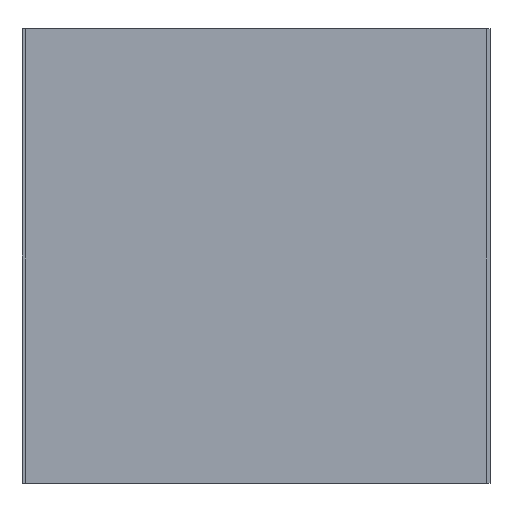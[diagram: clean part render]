
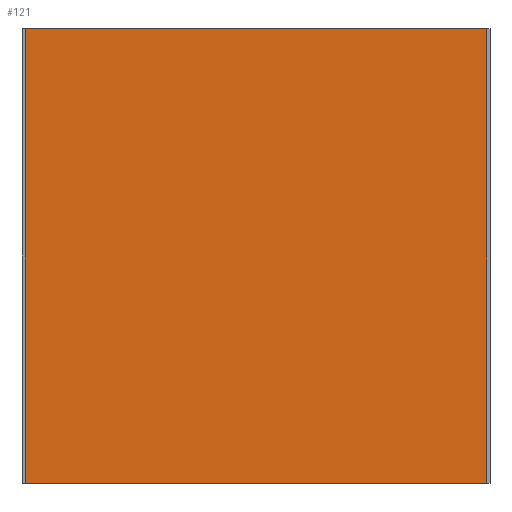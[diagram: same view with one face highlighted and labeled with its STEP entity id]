
A CAD part, top view. The second image highlights one B-rep face of the part: STEP entity #121.
In plain terms, the highlighted planar face has unit normal (0, 0, 1).
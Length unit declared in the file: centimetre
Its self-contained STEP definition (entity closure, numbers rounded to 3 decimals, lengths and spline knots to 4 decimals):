
#6 = DIRECTION ( 'NONE',  ( 1., 0., 0. ) ) ;
#9 = PLANE ( 'NONE',  #260 ) ;
#10 = EDGE_CURVE ( 'NONE', #128, #20, #29, .T. ) ;
#17 = CARTESIAN_POINT ( 'NONE',  ( 30.22, 0., 0.25 ) ) ;
#18 = VERTEX_POINT ( 'NONE', #216 ) ;
#19 = DIRECTION ( 'NONE',  ( -1., 0., 0. ) ) ;
#20 = VERTEX_POINT ( 'NONE', #26 ) ;
#26 = CARTESIAN_POINT ( 'NONE',  ( 0., 0., 0.25 ) ) ;
#29 = LINE ( 'NONE', #215, #319 ) ;
#34 = CARTESIAN_POINT ( 'NONE',  ( 0., 0., 0.25 ) ) ;
#47 = ORIENTED_EDGE ( 'NONE', *, *, #86, .T. ) ;
#76 = ORIENTED_EDGE ( 'NONE', *, *, #279, .T. ) ;
#79 = ORIENTED_EDGE ( 'NONE', *, *, #10, .T. ) ;
#86 = EDGE_CURVE ( 'NONE', #20, #130, #254, .T. ) ;
#88 = CARTESIAN_POINT ( 'NONE',  ( 0., 0., 0.25 ) ) ;
#118 = CARTESIAN_POINT ( 'NONE',  ( 0., 29.75, 0.25 ) ) ;
#121 = ADVANCED_FACE ( 'NONE', ( #219 ), #9, .F. ) ;
#128 = VERTEX_POINT ( 'NONE', #118 ) ;
#130 = VERTEX_POINT ( 'NONE', #316 ) ;
#173 = VECTOR ( 'NONE', #6, 100. ) ;
#190 = EDGE_CURVE ( 'NONE', #130, #18, #258, .T. ) ;
#200 = DIRECTION ( 'NONE',  ( 0., 0., -1. ) ) ;
#207 = CARTESIAN_POINT ( 'NONE',  ( 0., 29.75, 0.25 ) ) ;
#215 = CARTESIAN_POINT ( 'NONE',  ( 0., 0., 0.25 ) ) ;
#216 = CARTESIAN_POINT ( 'NONE',  ( 30.22, 29.75, 0.25 ) ) ;
#219 = FACE_OUTER_BOUND ( 'NONE', #328, .T. ) ;
#237 = DIRECTION ( 'NONE',  ( 0., 1., 0. ) ) ;
#249 = DIRECTION ( 'NONE',  ( -1., 0., 0. ) ) ;
#252 = VECTOR ( 'NONE', #237, 100. ) ;
#254 = LINE ( 'NONE', #88, #173 ) ;
#258 = LINE ( 'NONE', #17, #252 ) ;
#260 = AXIS2_PLACEMENT_3D ( 'NONE', #34, #200, #249 ) ;
#267 = DIRECTION ( 'NONE',  ( 0., -1., 0. ) ) ;
#279 = EDGE_CURVE ( 'NONE', #18, #128, #281, .T. ) ;
#281 = LINE ( 'NONE', #207, #307 ) ;
#307 = VECTOR ( 'NONE', #19, 100. ) ;
#313 = ORIENTED_EDGE ( 'NONE', *, *, #190, .T. ) ;
#316 = CARTESIAN_POINT ( 'NONE',  ( 30.22, 0., 0.25 ) ) ;
#319 = VECTOR ( 'NONE', #267, 100. ) ;
#328 = EDGE_LOOP ( 'NONE', ( #79, #47, #313, #76 ) ) ;
